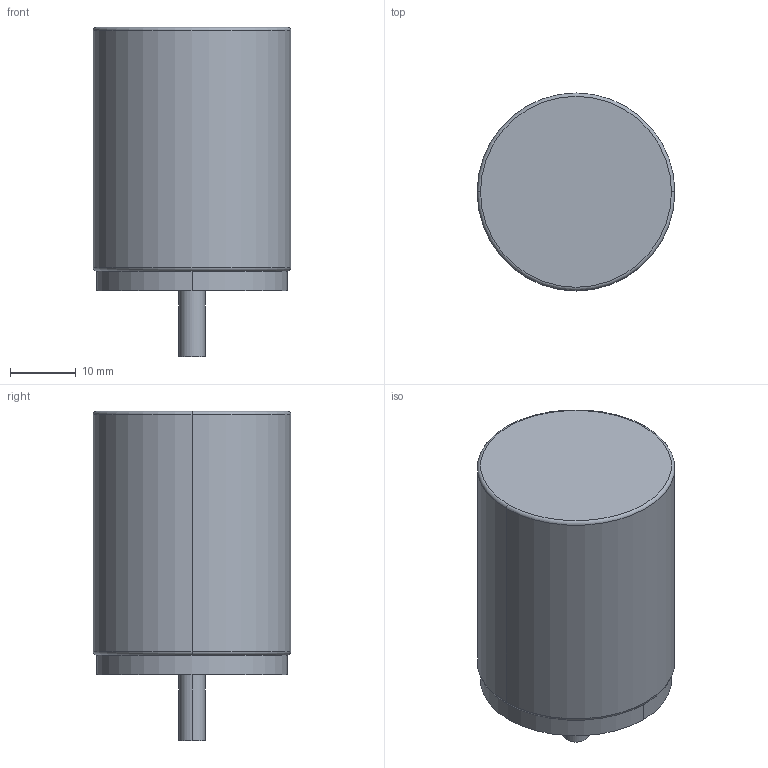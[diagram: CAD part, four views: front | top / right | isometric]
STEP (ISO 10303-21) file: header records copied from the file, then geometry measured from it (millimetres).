
FILE_DESCRIPTION((''),'2;1');
FILE_NAME('30G40_E000483A','2006-01-03T',('Pepperl+Fuchs'),('Industriehansa'),'PRO/ENGINEER BY PARAMETRIC TECHNOLOGY CORPORATION, 2005290','PRO/ENGINEER BY PARAMETRIC TECHNOLOGY CORPORATION, 2005290','');
FILE_SCHEMA(('AUTOMOTIVE_DESIGN_CC2 { 1 2 10303 214 -1 1 5 2 }'));
Length unit declared in the file: millimetre
Products named in the file (1): 30G40_E000483A
Bounding box: 30 x 30 x 50 mm (x, y, z)
Volume: 28250.9 mm3; surface area: 5259.2 mm2
Topology: 1 solids, 1 shells, 13 faces, 77 edges, 70 vertices
Faces by surface type: cylinder 6, torus 4, plane 3
Entity records: 1089 total; most frequent: DIRECTION 141, CARTESIAN_POINT 107, PRESENTATION_STYLE_ASSIGNMENT 94, STYLED_ITEM 91, CURVE_STYLE 84, ORIENTED_EDGE 52, TRIMMED_CURVE 51, AXIS2_PLACEMENT_3D 50
